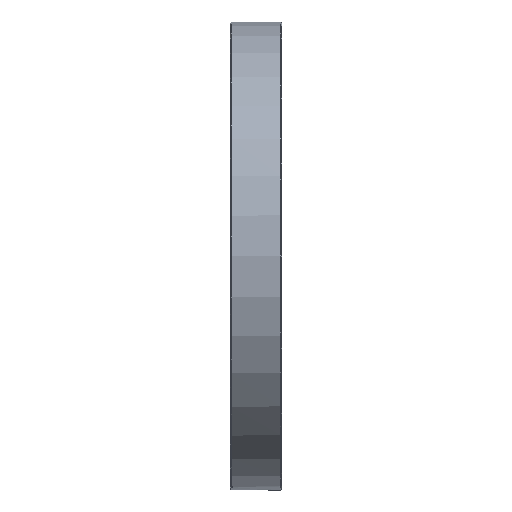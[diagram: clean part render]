
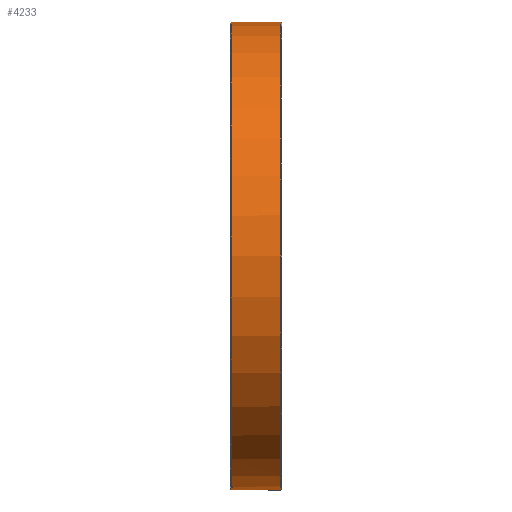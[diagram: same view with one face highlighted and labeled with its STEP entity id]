
A CAD part, left-side view. The second image highlights one B-rep face of the part: STEP entity #4233.
In plain terms, the highlighted cylindrical face has radius 101.2 mm (diameter 202.4 mm), a partial arc.
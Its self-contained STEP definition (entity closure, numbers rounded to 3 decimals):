
#96 = CARTESIAN_POINT ( 'NONE',  ( -14.348, 21.9, -100.178 ) ) ;
#193 = DIRECTION ( 'NONE',  ( 0., -1., 0. ) ) ;
#246 = ORIENTED_EDGE ( 'NONE', *, *, #1155, .T. ) ;
#294 = VERTEX_POINT ( 'NONE', #4298 ) ;
#351 = CARTESIAN_POINT ( 'NONE',  ( 0., 21.9, -101.2 ) ) ;
#559 = DIRECTION ( 'NONE',  ( 0., 0., -1. ) ) ;
#621 = CARTESIAN_POINT ( 'NONE',  ( 0., 21.9, 101.2 ) ) ;
#623 = AXIS2_PLACEMENT_3D ( 'NONE', #2564, #3661, #1407 ) ;
#727 = CIRCLE ( 'NONE', #2391, 101.2 ) ;
#857 = DIRECTION ( 'NONE',  ( 0., -1., 0. ) ) ;
#922 = CARTESIAN_POINT ( 'NONE',  ( 0., -15.022, 0. ) ) ;
#939 = EDGE_CURVE ( 'NONE', #294, #4818, #1139, .T. ) ;
#1106 = EDGE_CURVE ( 'NONE', #4462, #1943, #727, .T. ) ;
#1113 = VECTOR ( 'NONE', #2779, 1000. ) ;
#1139 = CIRCLE ( 'NONE', #623, 101.2 ) ;
#1155 = EDGE_CURVE ( 'NONE', #1758, #3678, #2205, .T. ) ;
#1191 = VECTOR ( 'NONE', #4767, 1000. ) ;
#1209 = ORIENTED_EDGE ( 'NONE', *, *, #3986, .T. ) ;
#1229 = VERTEX_POINT ( 'NONE', #621 ) ;
#1234 = VECTOR ( 'NONE', #857, 1000. ) ;
#1407 = DIRECTION ( 'NONE',  ( 0., 0., 1. ) ) ;
#1428 = ORIENTED_EDGE ( 'NONE', *, *, #3123, .T. ) ;
#1462 = AXIS2_PLACEMENT_3D ( 'NONE', #922, #193, #559 ) ;
#1463 = EDGE_CURVE ( 'NONE', #1229, #4848, #4721, .T. ) ;
#1507 = CARTESIAN_POINT ( 'NONE',  ( 0., 21.9, 0. ) ) ;
#1659 = DIRECTION ( 'NONE',  ( 0., 0., -1. ) ) ;
#1713 = LINE ( 'NONE', #3849, #1113 ) ;
#1758 = VERTEX_POINT ( 'NONE', #4676 ) ;
#1826 = EDGE_CURVE ( 'NONE', #1229, #4818, #3606, .T. ) ;
#1943 = VERTEX_POINT ( 'NONE', #351 ) ;
#2144 = CARTESIAN_POINT ( 'NONE',  ( 0., -15.022, 101.2 ) ) ;
#2174 = ORIENTED_EDGE ( 'NONE', *, *, #1463, .T. ) ;
#2205 = CIRCLE ( 'NONE', #3793, 101.2 ) ;
#2268 = AXIS2_PLACEMENT_3D ( 'NONE', #4487, #3318, #4518 ) ;
#2391 = AXIS2_PLACEMENT_3D ( 'NONE', #1507, #3773, #2637 ) ;
#2400 = DIRECTION ( 'NONE',  ( 0., -1., 0. ) ) ;
#2462 = CARTESIAN_POINT ( 'NONE',  ( -14.348, 21.1, -100.178 ) ) ;
#2469 = LINE ( 'NONE', #4050, #2754 ) ;
#2561 = EDGE_CURVE ( 'NONE', #1943, #294, #2673, .T. ) ;
#2562 = ORIENTED_EDGE ( 'NONE', *, *, #2561, .T. ) ;
#2564 = CARTESIAN_POINT ( 'NONE',  ( 0., 0.4, 0. ) ) ;
#2602 = ORIENTED_EDGE ( 'NONE', *, *, #1106, .T. ) ;
#2637 = DIRECTION ( 'NONE',  ( 0., 0., -1. ) ) ;
#2673 = LINE ( 'NONE', #2788, #1234 ) ;
#2754 = VECTOR ( 'NONE', #3396, 1000. ) ;
#2779 = DIRECTION ( 'NONE',  ( 0., 1., 0. ) ) ;
#2788 = CARTESIAN_POINT ( 'NONE',  ( 0., -15.022, -101.2 ) ) ;
#2903 = CARTESIAN_POINT ( 'NONE',  ( -17.311, 21.9, -99.708 ) ) ;
#3062 = ORIENTED_EDGE ( 'NONE', *, *, #939, .T. ) ;
#3123 = EDGE_CURVE ( 'NONE', #3678, #4462, #1713, .T. ) ;
#3318 = DIRECTION ( 'NONE',  ( 0., -1., 0. ) ) ;
#3396 = DIRECTION ( 'NONE',  ( 0., -1., 0. ) ) ;
#3606 = LINE ( 'NONE', #2144, #1191 ) ;
#3652 = ORIENTED_EDGE ( 'NONE', *, *, #1826, .F. ) ;
#3661 = DIRECTION ( 'NONE',  ( 0., 1., 0. ) ) ;
#3678 = VERTEX_POINT ( 'NONE', #2462 ) ;
#3773 = DIRECTION ( 'NONE',  ( 0., -1., 0. ) ) ;
#3793 = AXIS2_PLACEMENT_3D ( 'NONE', #4194, #2400, #1659 ) ;
#3831 = EDGE_LOOP ( 'NONE', ( #3652, #2174, #1209, #246, #1428, #2602, #2562, #3062 ) ) ;
#3849 = CARTESIAN_POINT ( 'NONE',  ( -14.348, -15.022, -100.178 ) ) ;
#3986 = EDGE_CURVE ( 'NONE', #4848, #1758, #2469, .T. ) ;
#4050 = CARTESIAN_POINT ( 'NONE',  ( -17.311, -15.022, -99.708 ) ) ;
#4194 = CARTESIAN_POINT ( 'NONE',  ( 0., 21.1, 0. ) ) ;
#4233 = ADVANCED_FACE ( 'NONE', ( #4524 ), #4466, .T. ) ;
#4298 = CARTESIAN_POINT ( 'NONE',  ( 0., 0.4, -101.2 ) ) ;
#4462 = VERTEX_POINT ( 'NONE', #96 ) ;
#4466 = CYLINDRICAL_SURFACE ( 'NONE', #1462, 101.2 ) ;
#4487 = CARTESIAN_POINT ( 'NONE',  ( 0., 21.9, 0. ) ) ;
#4518 = DIRECTION ( 'NONE',  ( 0., 0., -1. ) ) ;
#4524 = FACE_OUTER_BOUND ( 'NONE', #3831, .T. ) ;
#4676 = CARTESIAN_POINT ( 'NONE',  ( -17.311, 21.1, -99.708 ) ) ;
#4696 = CARTESIAN_POINT ( 'NONE',  ( 0., 0.4, 101.2 ) ) ;
#4721 = CIRCLE ( 'NONE', #2268, 101.2 ) ;
#4767 = DIRECTION ( 'NONE',  ( 0., -1., 0. ) ) ;
#4818 = VERTEX_POINT ( 'NONE', #4696 ) ;
#4848 = VERTEX_POINT ( 'NONE', #2903 ) ;
